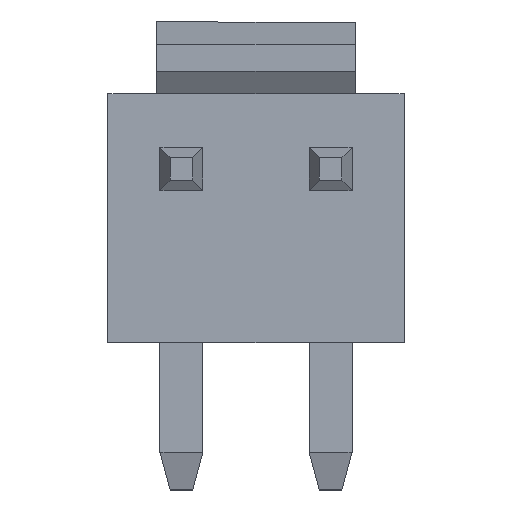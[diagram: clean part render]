
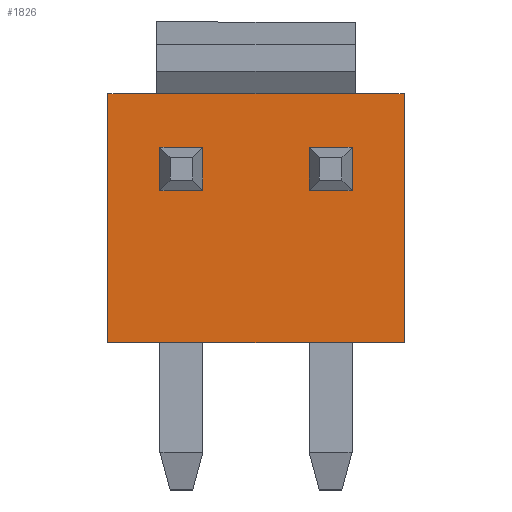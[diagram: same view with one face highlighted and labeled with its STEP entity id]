
A CAD part, top view. The second image highlights one B-rep face of the part: STEP entity #1826.
In plain terms, the highlighted planar face has unit normal (0, 0, 1).
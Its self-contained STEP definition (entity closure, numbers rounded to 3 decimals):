
#21 = CARTESIAN_POINT ( 'NONE',  ( -1.41, 0., 3.2 ) ) ;
#44 = CARTESIAN_POINT ( 'NONE',  ( -2.55, 0., 3.2 ) ) ;
#56 = ORIENTED_EDGE ( 'NONE', *, *, #1431, .F. ) ;
#82 = PLANE ( 'NONE',  #1620 ) ;
#84 = CARTESIAN_POINT ( 'NONE',  ( -2.55, 0.92, 3.2 ) ) ;
#87 = EDGE_CURVE ( 'NONE', #483, #104, #296, .T. ) ;
#104 = VERTEX_POINT ( 'NONE', #886 ) ;
#133 = LINE ( 'NONE', #44, #203 ) ;
#145 = CARTESIAN_POINT ( 'NONE',  ( 0., 2.35, 3.2 ) ) ;
#171 = CARTESIAN_POINT ( 'NONE',  ( 3.93, 2.35, 3.2 ) ) ;
#174 = CARTESIAN_POINT ( 'NONE',  ( 3.93, -4.25, 3.2 ) ) ;
#184 = VERTEX_POINT ( 'NONE', #171 ) ;
#197 = EDGE_CURVE ( 'NONE', #653, #1627, #1100, .T. ) ;
#203 = VECTOR ( 'NONE', #1897, 1000. ) ;
#217 = CARTESIAN_POINT ( 'NONE',  ( -2.63, 2.35, 3.2 ) ) ;
#233 = VECTOR ( 'NONE', #1693, 1000. ) ;
#240 = FACE_BOUND ( 'NONE', #1106, .T. ) ;
#245 = VECTOR ( 'NONE', #1262, 1000. ) ;
#261 = CARTESIAN_POINT ( 'NONE',  ( -2.55, -0.22, 3.2 ) ) ;
#279 = EDGE_LOOP ( 'NONE', ( #1143, #476, #402, #1878 ) ) ;
#282 = DIRECTION ( 'NONE',  ( -1., 0., 0. ) ) ;
#292 = CARTESIAN_POINT ( 'NONE',  ( -3.93, -4.25, 3.2 ) ) ;
#294 = VECTOR ( 'NONE', #1850, 1000. ) ;
#296 = LINE ( 'NONE', #1231, #522 ) ;
#317 = ORIENTED_EDGE ( 'NONE', *, *, #197, .F. ) ;
#356 = LINE ( 'NONE', #969, #1915 ) ;
#358 = ORIENTED_EDGE ( 'NONE', *, *, #1467, .T. ) ;
#359 = EDGE_CURVE ( 'NONE', #1978, #663, #1687, .T. ) ;
#402 = ORIENTED_EDGE ( 'NONE', *, *, #87, .T. ) ;
#442 = CARTESIAN_POINT ( 'NONE',  ( 1.41, 0.92, 3.2 ) ) ;
#476 = ORIENTED_EDGE ( 'NONE', *, *, #1452, .T. ) ;
#483 = VERTEX_POINT ( 'NONE', #442 ) ;
#509 = VERTEX_POINT ( 'NONE', #1559 ) ;
#522 = VECTOR ( 'NONE', #622, 1000. ) ;
#527 = DIRECTION ( 'NONE',  ( 0., 1., 0. ) ) ;
#528 = CARTESIAN_POINT ( 'NONE',  ( 1.41, -0.22, 3.2 ) ) ;
#544 = FACE_BOUND ( 'NONE', #279, .T. ) ;
#590 = CARTESIAN_POINT ( 'NONE',  ( 0., -0.22, 3.2 ) ) ;
#613 = EDGE_CURVE ( 'NONE', #1321, #873, #1593, .T. ) ;
#622 = DIRECTION ( 'NONE',  ( 1., 0., 0. ) ) ;
#653 = VERTEX_POINT ( 'NONE', #1905 ) ;
#663 = VERTEX_POINT ( 'NONE', #261 ) ;
#669 = VERTEX_POINT ( 'NONE', #1039 ) ;
#673 = VECTOR ( 'NONE', #1127, 1000. ) ;
#683 = VERTEX_POINT ( 'NONE', #1185 ) ;
#716 = CARTESIAN_POINT ( 'NONE',  ( -2.55, 0.92, 3.2 ) ) ;
#788 = DIRECTION ( 'NONE',  ( 0., 1., 0. ) ) ;
#789 = ORIENTED_EDGE ( 'NONE', *, *, #359, .T. ) ;
#860 = LINE ( 'NONE', #1155, #1459 ) ;
#873 = VERTEX_POINT ( 'NONE', #1049 ) ;
#877 = DIRECTION ( 'NONE',  ( 0., -1., 0. ) ) ;
#886 = CARTESIAN_POINT ( 'NONE',  ( 2.55, 0.92, 3.2 ) ) ;
#888 = ORIENTED_EDGE ( 'NONE', *, *, #1145, .F. ) ;
#898 = CARTESIAN_POINT ( 'NONE',  ( -3.93, -4.25, 3.2 ) ) ;
#929 = ORIENTED_EDGE ( 'NONE', *, *, #1650, .T. ) ;
#952 = DIRECTION ( 'NONE',  ( 0., 0., -1. ) ) ;
#969 = CARTESIAN_POINT ( 'NONE',  ( 1.41, -0.22, 3.2 ) ) ;
#971 = VECTOR ( 'NONE', #1666, 1000. ) ;
#979 = ORIENTED_EDGE ( 'NONE', *, *, #1406, .F. ) ;
#987 = EDGE_LOOP ( 'NONE', ( #358, #888, #979, #317, #1720, #929 ) ) ;
#1039 = CARTESIAN_POINT ( 'NONE',  ( 2.63, 2.35, 3.2 ) ) ;
#1047 = LINE ( 'NONE', #590, #233 ) ;
#1049 = CARTESIAN_POINT ( 'NONE',  ( -1.41, 0.92, 3.2 ) ) ;
#1058 = LINE ( 'NONE', #292, #294 ) ;
#1100 = LINE ( 'NONE', #1896, #1320 ) ;
#1106 = EDGE_LOOP ( 'NONE', ( #789, #56, #1857, #1799 ) ) ;
#1127 = DIRECTION ( 'NONE',  ( 1., 0., 0. ) ) ;
#1138 = VECTOR ( 'NONE', #1368, 1000. ) ;
#1141 = LINE ( 'NONE', #174, #1883 ) ;
#1143 = ORIENTED_EDGE ( 'NONE', *, *, #1257, .F. ) ;
#1145 = EDGE_CURVE ( 'NONE', #669, #184, #1168, .T. ) ;
#1155 = CARTESIAN_POINT ( 'NONE',  ( -3.93, -4.25, 3.2 ) ) ;
#1168 = LINE ( 'NONE', #1775, #1138 ) ;
#1185 = CARTESIAN_POINT ( 'NONE',  ( 2.55, -0.22, 3.2 ) ) ;
#1231 = CARTESIAN_POINT ( 'NONE',  ( 1.41, 0.92, 3.2 ) ) ;
#1257 = EDGE_CURVE ( 'NONE', #1646, #683, #1047, .T. ) ;
#1262 = DIRECTION ( 'NONE',  ( 0., 1., 0. ) ) ;
#1284 = DIRECTION ( 'NONE',  ( 1., 0., 0. ) ) ;
#1285 = EDGE_CURVE ( 'NONE', #653, #1507, #1058, .T. ) ;
#1320 = VECTOR ( 'NONE', #1284, 1000. ) ;
#1321 = VERTEX_POINT ( 'NONE', #716 ) ;
#1341 = CARTESIAN_POINT ( 'NONE',  ( 2.55, -0.22, 3.2 ) ) ;
#1368 = DIRECTION ( 'NONE',  ( 1., 0., 0. ) ) ;
#1405 = LINE ( 'NONE', #21, #245 ) ;
#1406 = EDGE_CURVE ( 'NONE', #1627, #669, #1531, .T. ) ;
#1431 = EDGE_CURVE ( 'NONE', #1321, #663, #133, .T. ) ;
#1450 = DIRECTION ( 'NONE',  ( 1., 0., 0. ) ) ;
#1452 = EDGE_CURVE ( 'NONE', #1646, #483, #356, .T. ) ;
#1459 = VECTOR ( 'NONE', #1450, 1000. ) ;
#1462 = FACE_OUTER_BOUND ( 'NONE', #987, .T. ) ;
#1467 = EDGE_CURVE ( 'NONE', #509, #184, #1141, .T. ) ;
#1480 = EDGE_CURVE ( 'NONE', #1978, #873, #1405, .T. ) ;
#1503 = LINE ( 'NONE', #1341, #1587 ) ;
#1507 = VERTEX_POINT ( 'NONE', #898 ) ;
#1531 = LINE ( 'NONE', #145, #971 ) ;
#1545 = VECTOR ( 'NONE', #282, 1000. ) ;
#1559 = CARTESIAN_POINT ( 'NONE',  ( 3.93, -4.25, 3.2 ) ) ;
#1579 = CARTESIAN_POINT ( 'NONE',  ( 0., 0., 3.2 ) ) ;
#1587 = VECTOR ( 'NONE', #877, 1000. ) ;
#1593 = LINE ( 'NONE', #84, #673 ) ;
#1620 = AXIS2_PLACEMENT_3D ( 'NONE', #1579, #952, #1892 ) ;
#1627 = VERTEX_POINT ( 'NONE', #217 ) ;
#1646 = VERTEX_POINT ( 'NONE', #528 ) ;
#1650 = EDGE_CURVE ( 'NONE', #1507, #509, #860, .T. ) ;
#1666 = DIRECTION ( 'NONE',  ( 1., 0., 0. ) ) ;
#1687 = LINE ( 'NONE', #1958, #1545 ) ;
#1693 = DIRECTION ( 'NONE',  ( 1., 0., 0. ) ) ;
#1720 = ORIENTED_EDGE ( 'NONE', *, *, #1285, .T. ) ;
#1763 = CARTESIAN_POINT ( 'NONE',  ( -1.41, -0.22, 3.2 ) ) ;
#1775 = CARTESIAN_POINT ( 'NONE',  ( 0., 2.35, 3.2 ) ) ;
#1778 = EDGE_CURVE ( 'NONE', #104, #683, #1503, .T. ) ;
#1799 = ORIENTED_EDGE ( 'NONE', *, *, #1480, .F. ) ;
#1826 = ADVANCED_FACE ( 'NONE', ( #544, #240, #1462 ), #82, .F. ) ;
#1850 = DIRECTION ( 'NONE',  ( 0., -1., 0. ) ) ;
#1857 = ORIENTED_EDGE ( 'NONE', *, *, #613, .T. ) ;
#1878 = ORIENTED_EDGE ( 'NONE', *, *, #1778, .T. ) ;
#1883 = VECTOR ( 'NONE', #788, 1000. ) ;
#1892 = DIRECTION ( 'NONE',  ( -1., 0., 0. ) ) ;
#1896 = CARTESIAN_POINT ( 'NONE',  ( 0., 2.35, 3.2 ) ) ;
#1897 = DIRECTION ( 'NONE',  ( 0., -1., 0. ) ) ;
#1905 = CARTESIAN_POINT ( 'NONE',  ( -3.93, 2.35, 3.2 ) ) ;
#1915 = VECTOR ( 'NONE', #527, 1000. ) ;
#1958 = CARTESIAN_POINT ( 'NONE',  ( -2.55, -0.22, 3.2 ) ) ;
#1978 = VERTEX_POINT ( 'NONE', #1763 ) ;
